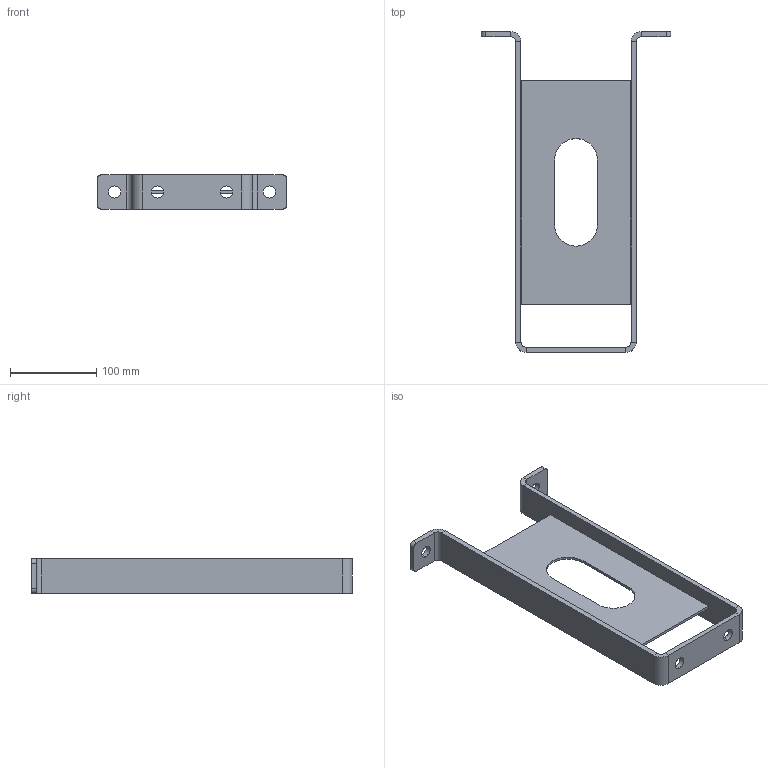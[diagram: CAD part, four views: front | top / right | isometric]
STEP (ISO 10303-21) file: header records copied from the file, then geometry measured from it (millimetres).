
FILE_DESCRIPTION (( 'STEP AP203' ), '1' );
FILE_NAME ('4229-10-40_REV_.step', '2026-01-09T02:51:43', ( '' ), ( '' ), 'SwSTEP 2.0', 'SolidWorks 2025', '' );
FILE_SCHEMA (( 'CONFIG_CONTROL_DESIGN' ));
Length unit declared in the file: millimetre
Products named in the file (3): 4229-10-40_REV_; 4229-10-40-20; 4229-10-40-10
Assembly tree (2 placements, depth 2):
  4229-10-40_REV_
    4229-10-40-10
    4229-10-40-20
Bounding box: 220 x 373 x 40 mm (x, y, z)
Volume: 303347.9 mm3; surface area: 144412.4 mm2
Topology: 2 solids, 2 shells, 60 faces, 136 edges, 80 vertices
Faces by surface type: plane 38, cylinder 22
Entity records: 1973 total; most frequent: DIRECTION 310, CARTESIAN_POINT 281, ORIENTED_EDGE 272, EDGE_CURVE 136, AXIS2_PLACEMENT_3D 109, VECTOR 92, LINE 92, VERTEX_POINT 80
